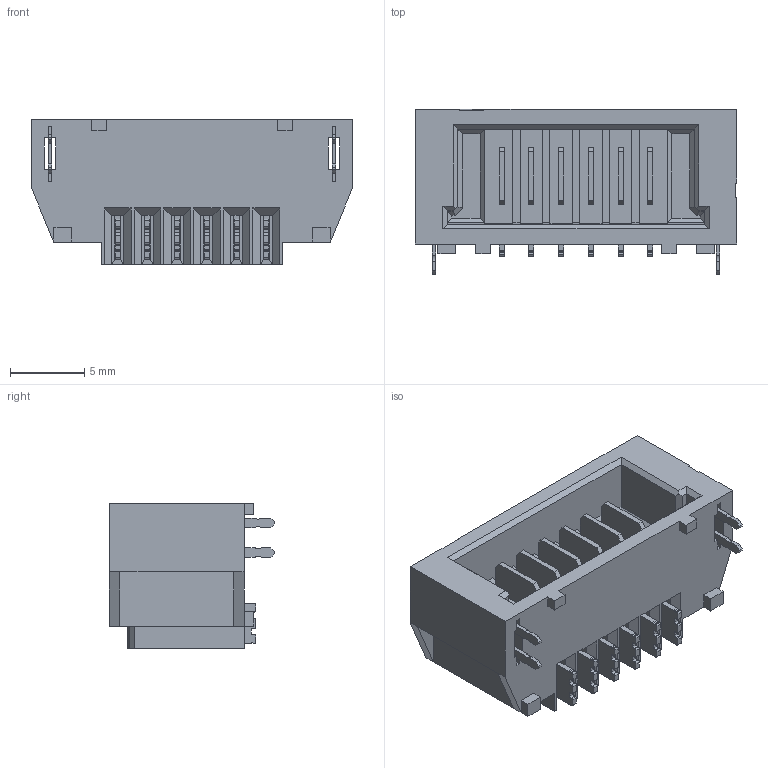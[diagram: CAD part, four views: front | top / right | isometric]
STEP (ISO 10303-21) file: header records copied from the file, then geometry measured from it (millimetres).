
FILE_DESCRIPTION (( 'STEP AP214' ), '1' );
FILE_NAME ('UMPT-06-01-x-RA-WT-M-x.STEP', '2024-02-19T11:44:54', ( '' ), ( '' ), 'SwSTEP 2.0', 'SolidWorks 2021', '' );
FILE_SCHEMA (( 'AUTOMOTIVE_DESIGN' ));
Length unit declared in the file: millimetre
Products named in the file (1): UMPT-06-01-x-RA-WT-M-x
Bounding box: 21.6 x 11.1 x 9.75 mm (x, y, z)
Volume: 1257 mm3; surface area: 1750.4 mm2
Topology: 15 solids, 15 shells, 558 faces, 1527 edges, 1000 vertices
Faces by surface type: plane 420, cylinder 138
Entity records: 19478 total; most frequent: CARTESIAN_POINT 3086, ORIENTED_EDGE 3054, DIRECTION 2921, EDGE_CURVE 1527, VECTOR 1251, LINE 1251, VERTEX_POINT 1000, AXIS2_PLACEMENT_3D 835
